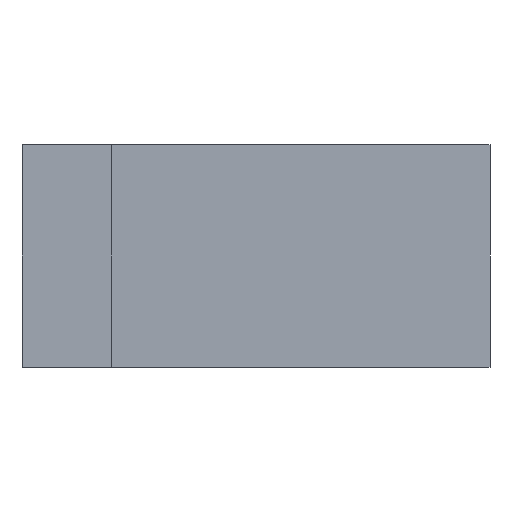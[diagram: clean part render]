
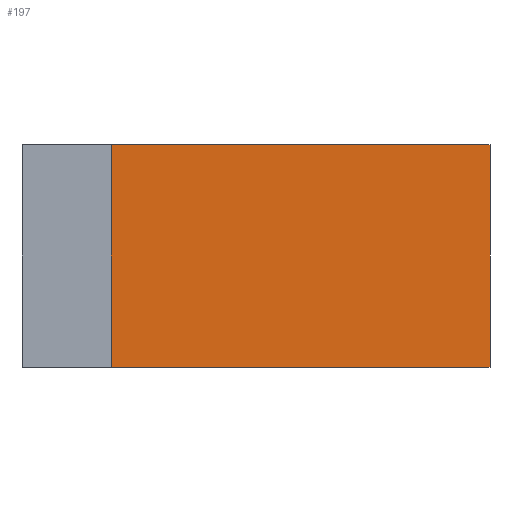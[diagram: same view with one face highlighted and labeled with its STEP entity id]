
A CAD part, front view. The second image highlights one B-rep face of the part: STEP entity #197.
In plain terms, the highlighted planar face has unit normal (0, -1, 0).
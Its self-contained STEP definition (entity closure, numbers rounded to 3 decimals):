
#21=PLANE('',#227);
#32=FACE_OUTER_BOUND('',#43,.T.);
#43=EDGE_LOOP('',(#167,#168,#169,#170));
#62=LINE('',#329,#83);
#63=LINE('',#332,#84);
#64=LINE('',#334,#85);
#65=LINE('',#335,#86);
#83=VECTOR('',#272,1.);
#84=VECTOR('',#275,1.);
#85=VECTOR('',#276,1.);
#86=VECTOR('',#277,1.);
#107=VERTEX_POINT('',#325);
#108=VERTEX_POINT('',#327);
#109=VERTEX_POINT('',#331);
#110=VERTEX_POINT('',#333);
#131=EDGE_CURVE('',#107,#108,#62,.T.);
#132=EDGE_CURVE('',#109,#107,#63,.T.);
#133=EDGE_CURVE('',#110,#108,#64,.T.);
#134=EDGE_CURVE('',#109,#110,#65,.T.);
#167=ORIENTED_EDGE('',*,*,#132,.T.);
#168=ORIENTED_EDGE('',*,*,#131,.T.);
#169=ORIENTED_EDGE('',*,*,#133,.F.);
#170=ORIENTED_EDGE('',*,*,#134,.F.);
#197=ADVANCED_FACE('',(#32),#21,.T.);
#227=AXIS2_PLACEMENT_3D('',#330,#273,#274);
#272=DIRECTION('',(0.,0.,1.));
#273=DIRECTION('center_axis',(0.,-1.,0.));
#274=DIRECTION('ref_axis',(1.,0.,0.));
#275=DIRECTION('',(1.,0.,0.));
#276=DIRECTION('',(1.,0.,0.));
#277=DIRECTION('',(0.,0.,1.));
#325=CARTESIAN_POINT('',(88.5,202.5,99.));
#327=CARTESIAN_POINT('',(88.5,202.5,101.));
#329=CARTESIAN_POINT('',(88.5,202.5,99.));
#330=CARTESIAN_POINT('Origin',(85.1,202.5,99.));
#331=CARTESIAN_POINT('',(85.1,202.5,99.));
#332=CARTESIAN_POINT('',(85.1,202.5,99.));
#333=CARTESIAN_POINT('',(85.1,202.5,101.));
#334=CARTESIAN_POINT('',(85.1,202.5,101.));
#335=CARTESIAN_POINT('',(85.1,202.5,99.));
